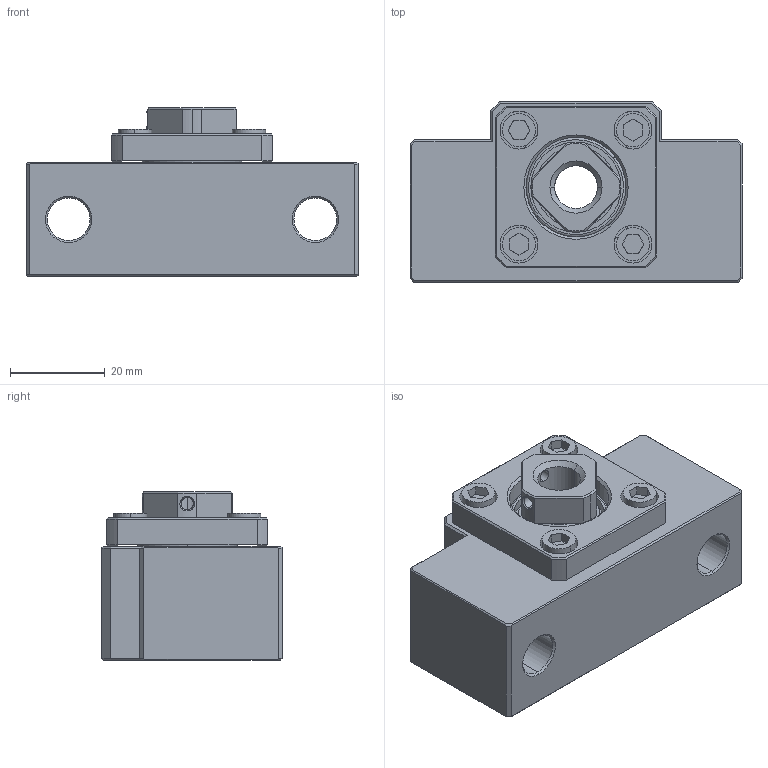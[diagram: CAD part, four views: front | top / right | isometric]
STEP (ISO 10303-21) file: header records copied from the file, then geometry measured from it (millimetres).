
FILE_DESCRIPTION (( 'STEP AP203' ), '1' );
FILE_NAME ('LK10組合圖.STEP', '2017-12-28T05:49:35', ( '' ), ( '' ), 'SwSTEP 2.0', 'SolidWorks 2017', '' );
FILE_SCHEMA (( 'CONFIG_CONTROL_DESIGN' ));
Length unit declared in the file: millimetre
Products named in the file (1): LK10組合圖
Bounding box: 70 x 38 x 35.5 mm (x, y, z)
Surface area: 17119.3 mm2 (no closed solid volume)
Topology: 0 solids, 15 shells, 235 faces, 597 edges, 385 vertices
Faces by surface type: plane 110, cylinder 65, cone 40, torus 16, bspline 4
Entity records: 7614 total; most frequent: CARTESIAN_POINT 1851, DIRECTION 1224, ORIENTED_EDGE 1087, EDGE_CURVE 597, AXIS2_PLACEMENT_3D 456, VERTEX_POINT 385, LINE 312, VECTOR 312
